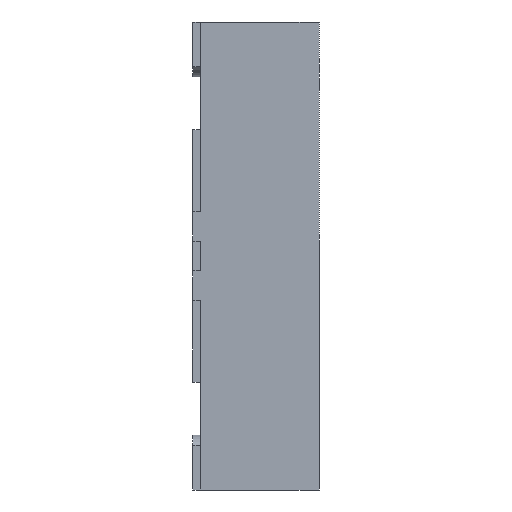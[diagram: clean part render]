
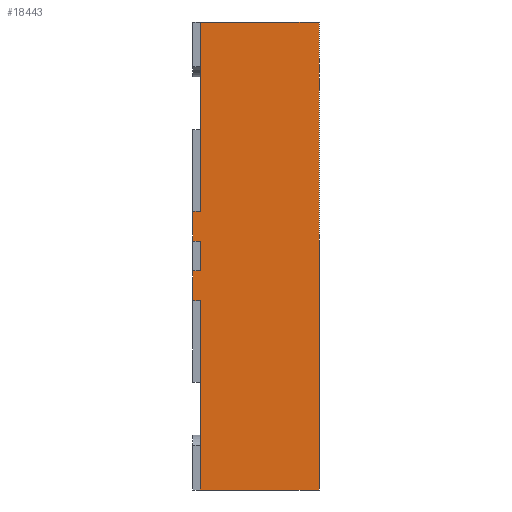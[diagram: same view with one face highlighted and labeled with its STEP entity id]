
A CAD part, left-side view. The second image highlights one B-rep face of the part: STEP entity #18443.
In plain terms, the highlighted planar face has unit normal (-1, 0, 0).
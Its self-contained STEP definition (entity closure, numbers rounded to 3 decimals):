
#66 = DIRECTION ( 'NONE',  ( 0., 1., 0. ) ) ;
#73 = EDGE_CURVE ( 'NONE', #19289, #2498, #3283, .T. ) ;
#154 = CARTESIAN_POINT ( 'NONE',  ( -1.575, 0.8, -0.3 ) ) ;
#198 = VERTEX_POINT ( 'NONE', #10109 ) ;
#249 = DIRECTION ( 'NONE',  ( 0., 0., 1. ) ) ;
#764 = ORIENTED_EDGE ( 'NONE', *, *, #73, .F. ) ;
#1110 = VERTEX_POINT ( 'NONE', #4206 ) ;
#1444 = LINE ( 'NONE', #9173, #6570 ) ;
#1462 = VERTEX_POINT ( 'NONE', #9845 ) ;
#1641 = LINE ( 'NONE', #3221, #5799 ) ;
#1866 = VERTEX_POINT ( 'NONE', #8872 ) ;
#2276 = ORIENTED_EDGE ( 'NONE', *, *, #14079, .T. ) ;
#2498 = VERTEX_POINT ( 'NONE', #17712 ) ;
#2894 = VERTEX_POINT ( 'NONE', #12539 ) ;
#3200 = VECTOR ( 'NONE', #18212, 1000. ) ;
#3221 = CARTESIAN_POINT ( 'NONE',  ( -1.575, 0.85, 0. ) ) ;
#3230 = VECTOR ( 'NONE', #5459, 1000. ) ;
#3283 = LINE ( 'NONE', #13995, #15122 ) ;
#4132 = DIRECTION ( 'NONE',  ( 0., -1., 0. ) ) ;
#4206 = CARTESIAN_POINT ( 'NONE',  ( -1.575, 0.8, 1.575 ) ) ;
#4559 = DIRECTION ( 'NONE',  ( 0., 0., -1. ) ) ;
#4857 = LINE ( 'NONE', #10910, #15091 ) ;
#5152 = ORIENTED_EDGE ( 'NONE', *, *, #5628, .F. ) ;
#5365 = LINE ( 'NONE', #16155, #13358 ) ;
#5459 = DIRECTION ( 'NONE',  ( 0., -1., 0. ) ) ;
#5521 = LINE ( 'NONE', #11582, #9670 ) ;
#5527 = CARTESIAN_POINT ( 'NONE',  ( -1.575, 0.85, 0.3 ) ) ;
#5628 = EDGE_CURVE ( 'NONE', #7974, #1462, #1641, .T. ) ;
#5684 = CARTESIAN_POINT ( 'NONE',  ( -1.575, 0., -1.575 ) ) ;
#5799 = VECTOR ( 'NONE', #249, 1000. ) ;
#6136 = VERTEX_POINT ( 'NONE', #5527 ) ;
#6570 = VECTOR ( 'NONE', #13549, 1000. ) ;
#7111 = DIRECTION ( 'NONE',  ( 0., 0., 1. ) ) ;
#7206 = ORIENTED_EDGE ( 'NONE', *, *, #7283, .T. ) ;
#7253 = ORIENTED_EDGE ( 'NONE', *, *, #14912, .F. ) ;
#7283 = EDGE_CURVE ( 'NONE', #7671, #2498, #15268, .T. ) ;
#7528 = LINE ( 'NONE', #13795, #15964 ) ;
#7671 = VERTEX_POINT ( 'NONE', #154 ) ;
#7901 = CARTESIAN_POINT ( 'NONE',  ( -1.575, 0., 1.575 ) ) ;
#7919 = DIRECTION ( 'NONE',  ( 0., 0., 1. ) ) ;
#7974 = VERTEX_POINT ( 'NONE', #12030 ) ;
#8380 = EDGE_CURVE ( 'NONE', #198, #1462, #7528, .T. ) ;
#8649 = VECTOR ( 'NONE', #4559, 1000. ) ;
#8854 = DIRECTION ( 'NONE',  ( 0., 0., 1. ) ) ;
#8872 = CARTESIAN_POINT ( 'NONE',  ( -1.575, 0.85, 0.1 ) ) ;
#8977 = CARTESIAN_POINT ( 'NONE',  ( -1.575, 0., 0.3 ) ) ;
#9173 = CARTESIAN_POINT ( 'NONE',  ( -1.575, 0., -0.3 ) ) ;
#9538 = EDGE_LOOP ( 'NONE', ( #19500, #17471, #11384, #7253, #18007, #17637, #13570, #5152, #2276, #7206, #764, #17377 ) ) ;
#9619 = DIRECTION ( 'NONE',  ( 0., 1., 0. ) ) ;
#9670 = VECTOR ( 'NONE', #4132, 1000. ) ;
#9828 = EDGE_CURVE ( 'NONE', #2894, #1110, #12870, .T. ) ;
#9845 = CARTESIAN_POINT ( 'NONE',  ( -1.575, 0.85, -0.1 ) ) ;
#9973 = EDGE_CURVE ( 'NONE', #1866, #18482, #5521, .T. ) ;
#10109 = CARTESIAN_POINT ( 'NONE',  ( -1.575, 0.8, -0.1 ) ) ;
#10248 = AXIS2_PLACEMENT_3D ( 'NONE', #5684, #13224, #8854 ) ;
#10608 = CARTESIAN_POINT ( 'NONE',  ( -1.575, 0.8, -1.575 ) ) ;
#10698 = CARTESIAN_POINT ( 'NONE',  ( -1.575, 0.8, -1.575 ) ) ;
#10910 = CARTESIAN_POINT ( 'NONE',  ( -1.575, 0.85, 0. ) ) ;
#11384 = ORIENTED_EDGE ( 'NONE', *, *, #18259, .T. ) ;
#11548 = FACE_OUTER_BOUND ( 'NONE', #9538, .T. ) ;
#11582 = CARTESIAN_POINT ( 'NONE',  ( -1.575, 0., 0.1 ) ) ;
#12030 = CARTESIAN_POINT ( 'NONE',  ( -1.575, 0.85, -0.3 ) ) ;
#12539 = CARTESIAN_POINT ( 'NONE',  ( -1.575, 0.8, 0.3 ) ) ;
#12561 = CARTESIAN_POINT ( 'NONE',  ( -1.575, 0., -1.575 ) ) ;
#12739 = EDGE_CURVE ( 'NONE', #18482, #198, #15446, .T. ) ;
#12762 = VERTEX_POINT ( 'NONE', #7901 ) ;
#12817 = CARTESIAN_POINT ( 'NONE',  ( -1.575, 0., 1.575 ) ) ;
#12870 = LINE ( 'NONE', #19185, #17896 ) ;
#13224 = DIRECTION ( 'NONE',  ( -1., 0., 0. ) ) ;
#13358 = VECTOR ( 'NONE', #19027, 1000. ) ;
#13549 = DIRECTION ( 'NONE',  ( 0., -1., 0. ) ) ;
#13570 = ORIENTED_EDGE ( 'NONE', *, *, #8380, .T. ) ;
#13795 = CARTESIAN_POINT ( 'NONE',  ( -1.575, 0., -0.1 ) ) ;
#13995 = CARTESIAN_POINT ( 'NONE',  ( -1.575, 0., -1.575 ) ) ;
#14079 = EDGE_CURVE ( 'NONE', #7974, #7671, #1444, .T. ) ;
#14912 = EDGE_CURVE ( 'NONE', #1866, #6136, #4857, .T. ) ;
#15037 = LINE ( 'NONE', #8977, #19419 ) ;
#15091 = VECTOR ( 'NONE', #7919, 1000. ) ;
#15122 = VECTOR ( 'NONE', #9619, 1000. ) ;
#15268 = LINE ( 'NONE', #10608, #8649 ) ;
#15446 = LINE ( 'NONE', #10698, #3200 ) ;
#15861 = EDGE_CURVE ( 'NONE', #1110, #12762, #18931, .T. ) ;
#15883 = EDGE_CURVE ( 'NONE', #19289, #12762, #5365, .T. ) ;
#15964 = VECTOR ( 'NONE', #16541, 1000. ) ;
#16155 = CARTESIAN_POINT ( 'NONE',  ( -1.575, 0., -1.575 ) ) ;
#16541 = DIRECTION ( 'NONE',  ( 0., 1., 0. ) ) ;
#17377 = ORIENTED_EDGE ( 'NONE', *, *, #15883, .T. ) ;
#17471 = ORIENTED_EDGE ( 'NONE', *, *, #9828, .F. ) ;
#17637 = ORIENTED_EDGE ( 'NONE', *, *, #12739, .T. ) ;
#17712 = CARTESIAN_POINT ( 'NONE',  ( -1.575, 0.8, -1.575 ) ) ;
#17896 = VECTOR ( 'NONE', #7111, 1000. ) ;
#18007 = ORIENTED_EDGE ( 'NONE', *, *, #9973, .T. ) ;
#18212 = DIRECTION ( 'NONE',  ( 0., 0., -1. ) ) ;
#18259 = EDGE_CURVE ( 'NONE', #2894, #6136, #15037, .T. ) ;
#18443 = ADVANCED_FACE ( 'NONE', ( #11548 ), #19048, .T. ) ;
#18482 = VERTEX_POINT ( 'NONE', #19548 ) ;
#18931 = LINE ( 'NONE', #12817, #3230 ) ;
#19027 = DIRECTION ( 'NONE',  ( 0., 0., 1. ) ) ;
#19048 = PLANE ( 'NONE',  #10248 ) ;
#19185 = CARTESIAN_POINT ( 'NONE',  ( -1.575, 0.8, 0. ) ) ;
#19289 = VERTEX_POINT ( 'NONE', #12561 ) ;
#19419 = VECTOR ( 'NONE', #66, 1000. ) ;
#19500 = ORIENTED_EDGE ( 'NONE', *, *, #15861, .F. ) ;
#19548 = CARTESIAN_POINT ( 'NONE',  ( -1.575, 0.8, 0.1 ) ) ;
